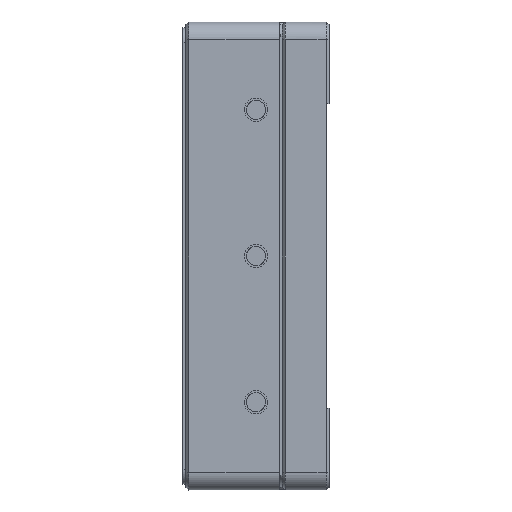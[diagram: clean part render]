
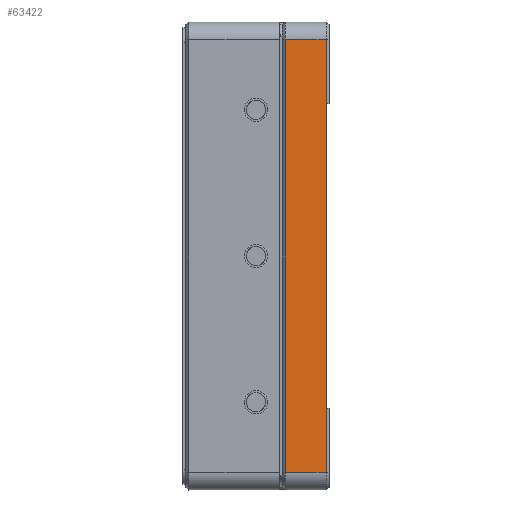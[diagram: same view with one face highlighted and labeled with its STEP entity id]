
A CAD part, left-side view. The second image highlights one B-rep face of the part: STEP entity #63422.
In plain terms, the highlighted planar face has unit normal (-1, 0, 0).
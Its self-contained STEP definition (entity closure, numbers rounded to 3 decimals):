
#1248 = ORIENTED_EDGE ( 'NONE', *, *, #44674, .F. ) ;
#2548 = CARTESIAN_POINT ( 'NONE',  ( -40., -7.5, -37. ) ) ;
#3809 = CARTESIAN_POINT ( 'NONE',  ( -40., -7.5, -37. ) ) ;
#4096 = CARTESIAN_POINT ( 'NONE',  ( -40., -7.5, -37. ) ) ;
#4262 = ORIENTED_EDGE ( 'NONE', *, *, #29322, .F. ) ;
#4678 = B_SPLINE_CURVE_WITH_KNOTS ( 'NONE', 3,
 ( #56796, #61904, #46877, #16740 ),
 .UNSPECIFIED., .F., .F.,
 ( 4, 4 ),
 ( 0., 1. ),
 .UNSPECIFIED. ) ;
#4732 = ORIENTED_EDGE ( 'NONE', *, *, #32149, .F. ) ;
#4752 = CARTESIAN_POINT ( 'NONE',  ( -40., -0.5, -37. ) ) ;
#7178 = ORIENTED_EDGE ( 'NONE', *, *, #39978, .T. ) ;
#8664 = PLANE ( 'NONE',  #13681 ) ;
#9815 = CARTESIAN_POINT ( 'NONE',  ( -40., -7.5, 33.333 ) ) ;
#12720 = DIRECTION ( 'NONE',  ( 0., 1., 0. ) ) ;
#13681 = AXIS2_PLACEMENT_3D ( 'NONE', #33788, #23648, #43919 ) ;
#13771 = ORIENTED_EDGE ( 'NONE', *, *, #15955, .F. ) ;
#15955 = EDGE_CURVE ( 'NONE', #26955, #49728, #28269, .T. ) ;
#16740 = CARTESIAN_POINT ( 'NONE',  ( -40., -7.5, 37. ) ) ;
#18970 = EDGE_LOOP ( 'NONE', ( #4262, #64026, #1248, #7178, #13771, #4732 ) ) ;
#21194 = B_SPLINE_CURVE_WITH_KNOTS ( 'NONE', 3,
 ( #65124, #24790, #9815, #45048 ),
 .UNSPECIFIED., .F., .F.,
 ( 4, 4 ),
 ( 0., 1. ),
 .UNSPECIFIED. ) ;
#22077 = VERTEX_POINT ( 'NONE', #49127 ) ;
#23648 = DIRECTION ( 'NONE',  ( -1., 0., 0. ) ) ;
#24790 = CARTESIAN_POINT ( 'NONE',  ( -40., -7.5, 29.667 ) ) ;
#24821 = CARTESIAN_POINT ( 'NONE',  ( -40., -0.5, 37. ) ) ;
#25185 = VERTEX_POINT ( 'NONE', #46148 ) ;
#25475 = LINE ( 'NONE', #62718, #37312 ) ;
#26955 = VERTEX_POINT ( 'NONE', #3809 ) ;
#28269 = LINE ( 'NONE', #2548, #40088 ) ;
#29322 = EDGE_CURVE ( 'NONE', #37849, #22077, #25475, .T. ) ;
#32149 = EDGE_CURVE ( 'NONE', #22077, #26955, #49121, .T. ) ;
#33643 = CARTESIAN_POINT ( 'NONE',  ( -40., -0.5, 37. ) ) ;
#33788 = CARTESIAN_POINT ( 'NONE',  ( -40., -0.323, -38.48 ) ) ;
#34134 = CARTESIAN_POINT ( 'NONE',  ( -40., -7.5, 26. ) ) ;
#34310 = CARTESIAN_POINT ( 'NONE',  ( -40., -7.5, -33.333 ) ) ;
#34928 = CARTESIAN_POINT ( 'NONE',  ( -40., -0.5, -12.333 ) ) ;
#37312 = VECTOR ( 'NONE', #48095, 1000. ) ;
#37849 = VERTEX_POINT ( 'NONE', #34134 ) ;
#38142 = CARTESIAN_POINT ( 'NONE',  ( -40., -0.5, -37. ) ) ;
#39795 = CARTESIAN_POINT ( 'NONE',  ( -40., -0.5, 12.333 ) ) ;
#39978 = EDGE_CURVE ( 'NONE', #58832, #49728, #59019, .T. ) ;
#40088 = VECTOR ( 'NONE', #12720, 1000. ) ;
#43919 = DIRECTION ( 'NONE',  ( 0., 0., 1. ) ) ;
#44226 = CARTESIAN_POINT ( 'NONE',  ( -40., -7.5, -26. ) ) ;
#44674 = EDGE_CURVE ( 'NONE', #58832, #25185, #4678, .T. ) ;
#45048 = CARTESIAN_POINT ( 'NONE',  ( -40., -7.5, 37. ) ) ;
#46148 = CARTESIAN_POINT ( 'NONE',  ( -40., -7.5, 37. ) ) ;
#46877 = CARTESIAN_POINT ( 'NONE',  ( -40., -5.167, 37. ) ) ;
#47567 = EDGE_CURVE ( 'NONE', #37849, #25185, #21194, .T. ) ;
#48095 = DIRECTION ( 'NONE',  ( 0., 0., -1. ) ) ;
#49121 = B_SPLINE_CURVE_WITH_KNOTS ( 'NONE', 3,
 ( #44226, #54330, #34310, #4096 ),
 .UNSPECIFIED., .F., .F.,
 ( 4, 4 ),
 ( 0., 1. ),
 .UNSPECIFIED. ) ;
#49127 = CARTESIAN_POINT ( 'NONE',  ( -40., -7.5, -26. ) ) ;
#49728 = VERTEX_POINT ( 'NONE', #38142 ) ;
#54330 = CARTESIAN_POINT ( 'NONE',  ( -40., -7.5, -29.667 ) ) ;
#55970 = FACE_OUTER_BOUND ( 'NONE', #18970, .T. ) ;
#56796 = CARTESIAN_POINT ( 'NONE',  ( -40., -0.5, 37. ) ) ;
#58832 = VERTEX_POINT ( 'NONE', #33643 ) ;
#59019 = B_SPLINE_CURVE_WITH_KNOTS ( 'NONE', 3,
 ( #24821, #39795, #34928, #4752 ),
 .UNSPECIFIED., .F., .F.,
 ( 4, 4 ),
 ( 0., 1. ),
 .UNSPECIFIED. ) ;
#61904 = CARTESIAN_POINT ( 'NONE',  ( -40., -2.833, 37. ) ) ;
#62718 = CARTESIAN_POINT ( 'NONE',  ( -40., -7.5, 27.04 ) ) ;
#63422 = ADVANCED_FACE ( 'NONE', ( #55970 ), #8664, .T. ) ;
#64026 = ORIENTED_EDGE ( 'NONE', *, *, #47567, .T. ) ;
#65124 = CARTESIAN_POINT ( 'NONE',  ( -40., -7.5, 26. ) ) ;
